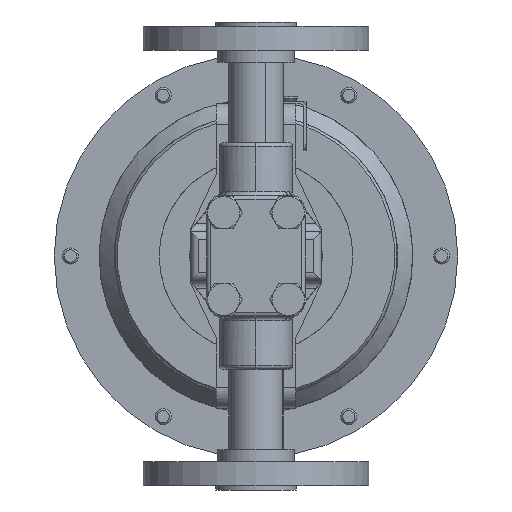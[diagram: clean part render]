
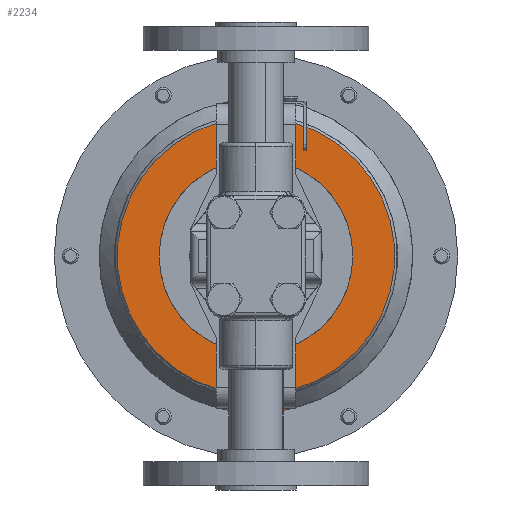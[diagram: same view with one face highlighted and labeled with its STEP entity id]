
A CAD part, front view. The second image highlights one B-rep face of the part: STEP entity #2234.
In plain terms, the highlighted planar face has unit normal (0, -1, 0).
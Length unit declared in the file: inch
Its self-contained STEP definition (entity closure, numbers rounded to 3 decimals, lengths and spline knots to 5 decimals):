
#414 = AXIS2_PLACEMENT_3D ( 'NONE', #11363, #28661, #13919 ) ;
#993 = VERTEX_POINT ( 'NONE', #31163 ) ;
#1178 = EDGE_CURVE ( 'NONE', #3191, #14657, #30765, .T. ) ;
#1390 = EDGE_LOOP ( 'NONE', ( #25377, #22758, #25909, #8697, #3563, #18344, #7072, #29689, #8467 ) ) ;
#2234 = ADVANCED_FACE ( 'NONE', ( #16560, #3235 ), #26758, .F. ) ;
#3159 = CARTESIAN_POINT ( 'NONE',  ( 1.42165, 11.73799, 3.89746 ) ) ;
#3182 = CIRCLE ( 'NONE', #24143, 2.14874 ) ;
#3191 = VERTEX_POINT ( 'NONE', #20488 ) ;
#3235 = FACE_OUTER_BOUND ( 'NONE', #1390, .T. ) ;
#3290 = AXIS2_PLACEMENT_3D ( 'NONE', #14392, #11971, #29226 ) ;
#3560 = LINE ( 'NONE', #5331, #9417 ) ;
#3563 = ORIENTED_EDGE ( 'NONE', *, *, #28746, .T. ) ;
#3912 = CARTESIAN_POINT ( 'NONE',  ( 2.00665, 11.73799, 5.96504 ) ) ;
#5331 = CARTESIAN_POINT ( 'NONE',  ( 2.59165, 11.73799, 8.07805 ) ) ;
#6047 = DIRECTION ( 'NONE',  ( 0., 0., -1. ) ) ;
#6234 = CARTESIAN_POINT ( 'NONE',  ( 1.42165, 11.73799, 8.03261 ) ) ;
#6426 = DIRECTION ( 'NONE',  ( 0., 0., -1. ) ) ;
#6436 = LINE ( 'NONE', #16628, #32002 ) ;
#6636 = DIRECTION ( 'NONE',  ( 0., 0., 1. ) ) ;
#6690 = CIRCLE ( 'NONE', #14557, 2.14874 ) ;
#6873 = EDGE_CURVE ( 'NONE', #8304, #29022, #29814, .T. ) ;
#7072 = ORIENTED_EDGE ( 'NONE', *, *, #31825, .T. ) ;
#7205 = ORIENTED_EDGE ( 'NONE', *, *, #6873, .F. ) ;
#7708 = EDGE_CURVE ( 'NONE', #22798, #29051, #6436, .T. ) ;
#8304 = VERTEX_POINT ( 'NONE', #23148 ) ;
#8375 = DIRECTION ( 'NONE',  ( 0., -1., 0. ) ) ;
#8467 = ORIENTED_EDGE ( 'NONE', *, *, #29225, .T. ) ;
#8697 = ORIENTED_EDGE ( 'NONE', *, *, #27567, .T. ) ;
#8939 = DIRECTION ( 'NONE',  ( 0., 0., -1. ) ) ;
#9417 = VECTOR ( 'NONE', #20277, 39.37008 ) ;
#10317 = CARTESIAN_POINT ( 'NONE',  ( 2.00665, 11.73799, 5.96504 ) ) ;
#11363 = CARTESIAN_POINT ( 'NONE',  ( 2.00665, 11.73799, 5.96504 ) ) ;
#11447 = CARTESIAN_POINT ( 'NONE',  ( 2.00665, 11.73799, 5.96504 ) ) ;
#11500 = VERTEX_POINT ( 'NONE', #3159 ) ;
#11573 = AXIS2_PLACEMENT_3D ( 'NONE', #23252, #8375, #25706 ) ;
#11648 = EDGE_CURVE ( 'NONE', #24721, #22798, #6690, .T. ) ;
#11679 = CIRCLE ( 'NONE', #26187, 2.4285 ) ;
#11971 = DIRECTION ( 'NONE',  ( 0., 1., 0. ) ) ;
#12088 = CARTESIAN_POINT ( 'NONE',  ( 1.42165, 11.73799, 8.07805 ) ) ;
#12484 = CARTESIAN_POINT ( 'NONE',  ( 2.00665, 11.73799, 5.96504 ) ) ;
#12859 = DIRECTION ( 'NONE',  ( 0., 0., -1. ) ) ;
#13919 = DIRECTION ( 'NONE',  ( -1., 0., 0. ) ) ;
#14013 = DIRECTION ( 'NONE',  ( 0., -1., 0. ) ) ;
#14291 = EDGE_LOOP ( 'NONE', ( #29774, #7205 ) ) ;
#14392 = CARTESIAN_POINT ( 'NONE',  ( 1.54665, 11.73799, 5.96504 ) ) ;
#14416 = CARTESIAN_POINT ( 'NONE',  ( 2.59165, 11.73799, 3.89746 ) ) ;
#14425 = VERTEX_POINT ( 'NONE', #27620 ) ;
#14557 = AXIS2_PLACEMENT_3D ( 'NONE', #28758, #14013, #31220 ) ;
#14657 = VERTEX_POINT ( 'NONE', #16519 ) ;
#15017 = DIRECTION ( 'NONE',  ( -1., 0., 0. ) ) ;
#16519 = CARTESIAN_POINT ( 'NONE',  ( 2.59165, 11.73799, 3.60805 ) ) ;
#16560 = FACE_BOUND ( 'NONE', #14291, .T. ) ;
#16583 = AXIS2_PLACEMENT_3D ( 'NONE', #11447, #26264, #8939 ) ;
#16628 = CARTESIAN_POINT ( 'NONE',  ( 2.59165, 11.73799, 8.07805 ) ) ;
#16765 = CARTESIAN_POINT ( 'NONE',  ( 0.50665, 11.73799, 5.96504 ) ) ;
#17702 = VECTOR ( 'NONE', #31803, 39.37008 ) ;
#18344 = ORIENTED_EDGE ( 'NONE', *, *, #20606, .T. ) ;
#19751 = VERTEX_POINT ( 'NONE', #6234 ) ;
#20277 = DIRECTION ( 'NONE',  ( 0., 0., 1. ) ) ;
#20325 = CIRCLE ( 'NONE', #414, 1.5 ) ;
#20488 = CARTESIAN_POINT ( 'NONE',  ( 2.00665, 11.73799, 3.53654 ) ) ;
#20606 = EDGE_CURVE ( 'NONE', #11500, #14425, #27993, .T. ) ;
#20881 = CIRCLE ( 'NONE', #11573, 2.1925 ) ;
#20999 = CARTESIAN_POINT ( 'NONE',  ( 1.42165, 11.73799, 8.07805 ) ) ;
#21355 = DIRECTION ( 'NONE',  ( 0., -1., 0. ) ) ;
#22215 = VECTOR ( 'NONE', #6047, 39.37008 ) ;
#22758 = ORIENTED_EDGE ( 'NONE', *, *, #7708, .T. ) ;
#22798 = VERTEX_POINT ( 'NONE', #27120 ) ;
#23148 = CARTESIAN_POINT ( 'NONE',  ( 3.50665, 11.73799, 5.96504 ) ) ;
#23252 = CARTESIAN_POINT ( 'NONE',  ( 2.00665, 11.73799, 5.96504 ) ) ;
#24143 = AXIS2_PLACEMENT_3D ( 'NONE', #10317, #27643, #12859 ) ;
#24253 = AXIS2_PLACEMENT_3D ( 'NONE', #12484, #29748, #15017 ) ;
#24721 = VERTEX_POINT ( 'NONE', #14416 ) ;
#24864 = EDGE_CURVE ( 'NONE', #29051, #993, #20881, .T. ) ;
#25377 = ORIENTED_EDGE ( 'NONE', *, *, #11648, .T. ) ;
#25706 = DIRECTION ( 'NONE',  ( 0., 0., -1. ) ) ;
#25909 = ORIENTED_EDGE ( 'NONE', *, *, #24864, .T. ) ;
#26187 = AXIS2_PLACEMENT_3D ( 'NONE', #3912, #21355, #6426 ) ;
#26264 = DIRECTION ( 'NONE',  ( 0., -1., 0. ) ) ;
#26631 = CARTESIAN_POINT ( 'NONE',  ( 2.59165, 11.73799, 8.07805 ) ) ;
#26758 = PLANE ( 'NONE',  #3290 ) ;
#27120 = CARTESIAN_POINT ( 'NONE',  ( 2.59165, 11.73799, 8.03261 ) ) ;
#27567 = EDGE_CURVE ( 'NONE', #993, #19751, #30781, .T. ) ;
#27620 = CARTESIAN_POINT ( 'NONE',  ( 1.42165, 11.73799, 3.60805 ) ) ;
#27643 = DIRECTION ( 'NONE',  ( 0., -1., 0. ) ) ;
#27993 = LINE ( 'NONE', #20999, #22215 ) ;
#28661 = DIRECTION ( 'NONE',  ( 0., -1., 0. ) ) ;
#28746 = EDGE_CURVE ( 'NONE', #19751, #11500, #3182, .T. ) ;
#28758 = CARTESIAN_POINT ( 'NONE',  ( 2.00665, 11.73799, 5.96504 ) ) ;
#29022 = VERTEX_POINT ( 'NONE', #16765 ) ;
#29051 = VERTEX_POINT ( 'NONE', #26631 ) ;
#29225 = EDGE_CURVE ( 'NONE', #14657, #24721, #3560, .T. ) ;
#29226 = DIRECTION ( 'NONE',  ( 0., 0., -1. ) ) ;
#29339 = EDGE_CURVE ( 'NONE', #29022, #8304, #20325, .T. ) ;
#29689 = ORIENTED_EDGE ( 'NONE', *, *, #1178, .T. ) ;
#29748 = DIRECTION ( 'NONE',  ( 0., -1., 0. ) ) ;
#29774 = ORIENTED_EDGE ( 'NONE', *, *, #29339, .F. ) ;
#29814 = CIRCLE ( 'NONE', #24253, 1.5 ) ;
#30765 = CIRCLE ( 'NONE', #16583, 2.4285 ) ;
#30781 = LINE ( 'NONE', #12088, #17702 ) ;
#31163 = CARTESIAN_POINT ( 'NONE',  ( 1.42165, 11.73799, 8.07805 ) ) ;
#31220 = DIRECTION ( 'NONE',  ( 0., 0., -1. ) ) ;
#31803 = DIRECTION ( 'NONE',  ( 0., 0., -1. ) ) ;
#31825 = EDGE_CURVE ( 'NONE', #14425, #3191, #11679, .T. ) ;
#32002 = VECTOR ( 'NONE', #6636, 39.37008 ) ;
